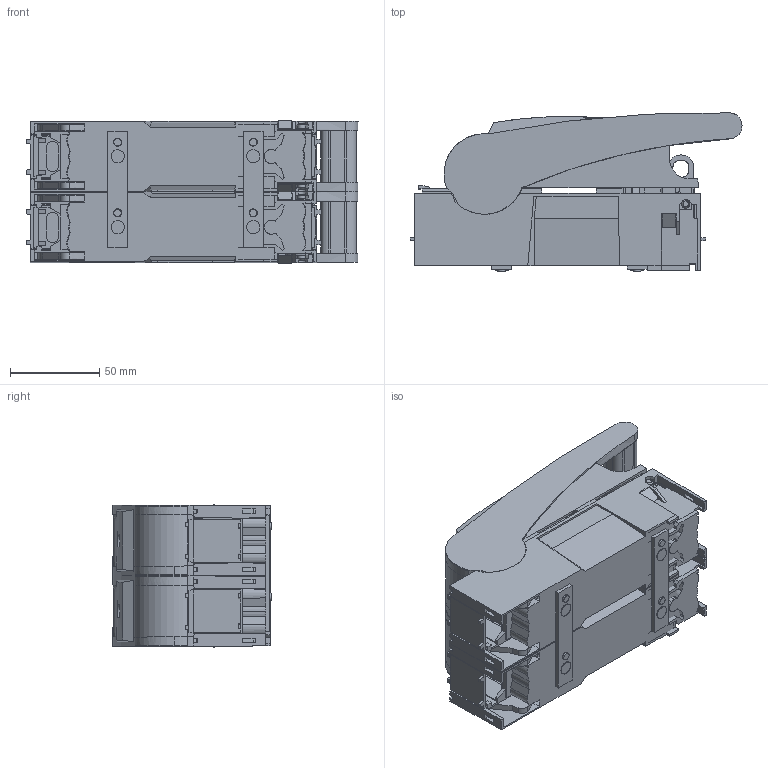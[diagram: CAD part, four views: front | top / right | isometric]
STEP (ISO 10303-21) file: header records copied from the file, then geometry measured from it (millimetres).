
FILE_DESCRIPTION((''),'2;1');
FILE_NAME('ASM0001_ASM','2023-06-09T22:13:23',('20724'),(''),'CREO PARAMETRIC BY PTC INC, 2016390','CREO PARAMETRIC BY PTC INC, 2016390','');
FILE_SCHEMA(('AUTOMOTIVE_DESIGN { 1 0 10303 214 1 1 1 1 }'));
Products named in the file (3): PRT0002_1; 1; ASM0001_ASM
Assembly tree (2 placements, depth 2):
  ASM0001_ASM
    PRT0002_1
    1
Bounding box: 186.02 x 88.62 x 80.46 mm (x, y, z)
Surface area: 172926.5 mm2 (no closed solid volume)
Topology: 0 solids, 166 shells, 1366 faces, 6234 edges, 5000 vertices
Faces by surface type: plane 1056, cylinder 192, cone 52, torus 32, bspline 18, extrusion 16
Entity records: 82725 total; most frequent: CARTESIAN_POINT 16665, ORIENTED_EDGE 8970, DIRECTION 8884, EDGE_CURVE 6234, PRESENTATION_STYLE_ASSIGNMENT 5397, STYLED_ITEM 5384, VECTOR 5118, LINE 5102
